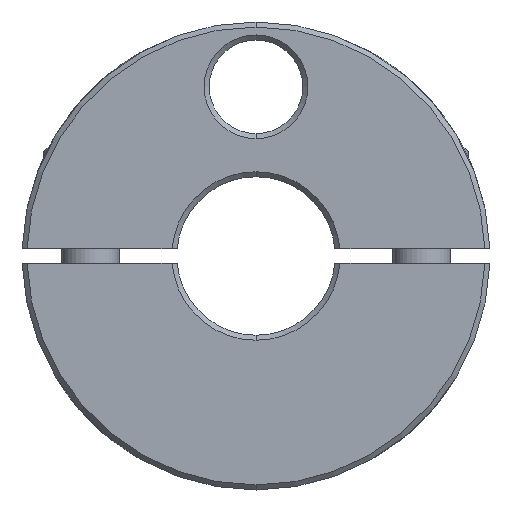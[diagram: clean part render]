
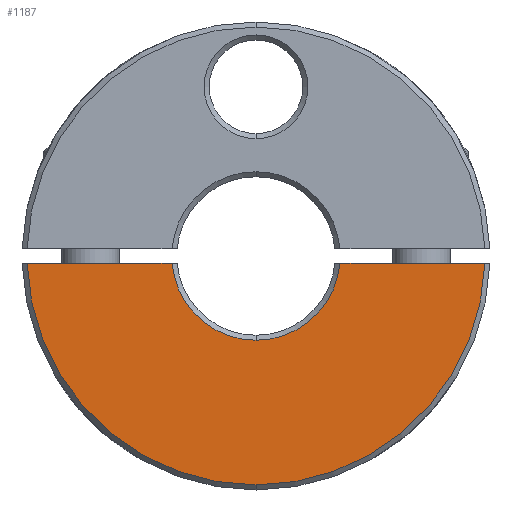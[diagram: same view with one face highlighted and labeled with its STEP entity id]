
A CAD part, front view. The second image highlights one B-rep face of the part: STEP entity #1187.
In plain terms, the highlighted planar face has unit normal (0, -1, 0).
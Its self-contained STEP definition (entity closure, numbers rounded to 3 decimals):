
#563=EDGE_CURVE('',#1379,#1401,#1588,.T.);
#719=VERTEX_POINT('',#1759);
#1187=ADVANCED_FACE('',(#2292),#2293,.T.);
#1237=EDGE_CURVE('',#1283,#719,#2353,.T.);
#1277=VERTEX_POINT('',#2397);
#1283=VERTEX_POINT('',#2403);
#1377=EDGE_CURVE('',#1489,#1401,#2508,.T.);
#1379=VERTEX_POINT('',#2510);
#1401=VERTEX_POINT('',#2533);
#1459=EDGE_CURVE('',#719,#1277,#2596,.T.);
#1489=VERTEX_POINT('',#2629);
#1493=EDGE_CURVE('',#1277,#1379,#2635,.T.);
#1519=EDGE_CURVE('',#1283,#1489,#2663,.T.);
#1588=LINE('',#2743,#2744);
#1759=CARTESIAN_POINT('',(-31.784,-18.,-1.0));
#2292=FACE_OUTER_BOUND('',#3923,.T.);
#2293=PLANE('',#3924);
#2353=LINE('',#4019,#4020);
#2397=CARTESIAN_POINT('',(0.,-18.,-31.8));
#2403=CARTESIAN_POINT('',(-11.657,-18.0,-1.0));
#2508=CIRCLE('',#4259,11.7);
#2510=CARTESIAN_POINT('',(31.784,-18.0,-1.0));
#2533=CARTESIAN_POINT('',(11.657,-18.0,-1.0));
#2596=CIRCLE('',#4425,31.8);
#2629=CARTESIAN_POINT('',(0.,-18.,-11.7));
#2635=CIRCLE('',#4515,31.8);
#2663=CIRCLE('',#4603,11.7);
#2743=CARTESIAN_POINT('',(32.5,-18.,-1.0));
#2744=VECTOR('',#4693,1.0);
#3923=EDGE_LOOP('',(#5518,#5519,#5520,#5521,#5522,#5523));
#3924=AXIS2_PLACEMENT_3D('',#5524,#5525,#5526);
#4019=CARTESIAN_POINT('',(7.75,-18.,-1.0));
#4020=VECTOR('',#5620,1.0);
#4259=AXIS2_PLACEMENT_3D('',#5794,#5795,#5796);
#4425=AXIS2_PLACEMENT_3D('',#5884,#5885,#5886);
#4515=AXIS2_PLACEMENT_3D('',#5939,#5940,#5941);
#4603=AXIS2_PLACEMENT_3D('',#5969,#5970,#5971);
#4693=DIRECTION('',(-1.0,0.,0.));
#5518=ORIENTED_EDGE('',*,*,#563,.T.);
#5519=ORIENTED_EDGE('',*,*,#1377,.F.);
#5520=ORIENTED_EDGE('',*,*,#1519,.F.);
#5521=ORIENTED_EDGE('',*,*,#1237,.T.);
#5522=ORIENTED_EDGE('',*,*,#1459,.T.);
#5523=ORIENTED_EDGE('',*,*,#1493,.T.);
#5524=CARTESIAN_POINT('',(0.,-18.,21.75));
#5525=DIRECTION('',(0.,-1.0,0.));
#5526=DIRECTION('',(0.,0.,1.0));
#5620=DIRECTION('',(-1.0,0.,0.));
#5794=CARTESIAN_POINT('',(0.,-18.,0.));
#5795=DIRECTION('',(0.,-1.0,0.));
#5796=DIRECTION('',(0.,0.,1.0));
#5884=CARTESIAN_POINT('',(0.,-18.,0.));
#5885=DIRECTION('',(0.,-1.0,0.));
#5886=DIRECTION('',(0.,0.,1.0));
#5939=CARTESIAN_POINT('',(0.,-18.,0.));
#5940=DIRECTION('',(0.,-1.0,0.));
#5941=DIRECTION('',(0.,0.,1.0));
#5969=CARTESIAN_POINT('',(0.,-18.,0.));
#5970=DIRECTION('',(0.,-1.0,0.));
#5971=DIRECTION('',(0.,0.,1.0));
